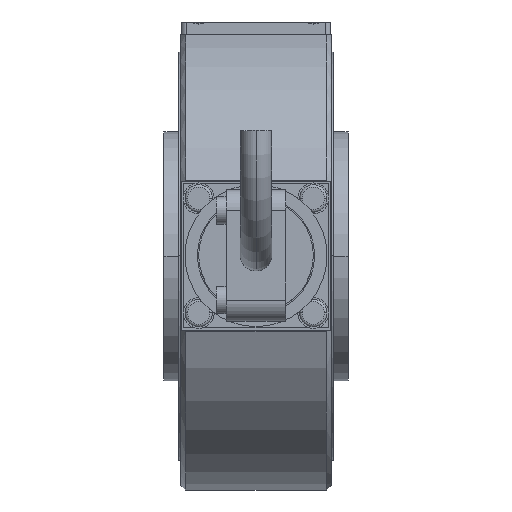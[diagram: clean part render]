
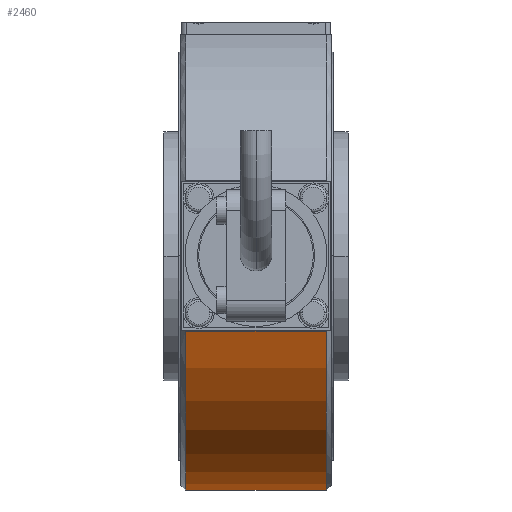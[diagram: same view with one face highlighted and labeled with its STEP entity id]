
A CAD part, top view. The second image highlights one B-rep face of the part: STEP entity #2460.
In plain terms, the highlighted cylindrical face has radius 47 mm (diameter 94 mm), a partial arc.
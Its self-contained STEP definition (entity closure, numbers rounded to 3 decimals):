
#1944=CARTESIAN_POINT('',(-14.15,-15.124,-44.5));
#1945=VERTEX_POINT('',#1944);
#2013=CARTESIAN_POINT('',(14.15,-15.124,-44.5));
#2014=VERTEX_POINT('',#2013);
#2028=CARTESIAN_POINT('',(-14.15,-15.124,-44.5));
#2029=DIRECTION('',(1.0,0.0,0.0));
#2030=VECTOR('',#2029,28.3);
#2031=LINE('',#2028,#2030);
#2032=EDGE_CURVE('',#1945,#2014,#2031,.T.);
#2428=CARTESIAN_POINT('',(0.,0.0,0.0));
#2429=DIRECTION('',(1.0,0.0,0.0));
#2430=DIRECTION('',(0.0,1.0,0.0));
#2431=AXIS2_PLACEMENT_3D('',#2428,#2429,#2430);
#2432=CYLINDRICAL_SURFACE('',#2431,47.);
#2433=ORIENTED_EDGE('',*,*,#2032,.T.);
#2434=CARTESIAN_POINT('',(14.15,44.5,15.124));
#2435=VERTEX_POINT('',#2434);
#2436=CARTESIAN_POINT('',(14.15,0.0,0.0));
#2437=DIRECTION('',(1.0,0.0,0.0));
#2438=DIRECTION('',(0.0,1.0,0.0));
#2439=AXIS2_PLACEMENT_3D('',#2436,#2437,#2438);
#2440=CIRCLE('',#2439,47.);
#2441=EDGE_CURVE('',#2435,#2014,#2440,.T.);
#2442=ORIENTED_EDGE('',*,*,#2441,.F.);
#2443=CARTESIAN_POINT('',(-14.15,44.5,15.124));
#2444=VERTEX_POINT('',#2443);
#2445=CARTESIAN_POINT('',(14.15,44.5,15.124));
#2446=DIRECTION('',(-1.0,0.0,0.0));
#2447=VECTOR('',#2446,28.3);
#2448=LINE('',#2445,#2447);
#2449=EDGE_CURVE('',#2435,#2444,#2448,.T.);
#2450=ORIENTED_EDGE('',*,*,#2449,.T.);
#2451=CARTESIAN_POINT('',(-14.15,0.0,0.0));
#2452=DIRECTION('',(1.0,0.0,0.0));
#2453=DIRECTION('',(0.0,1.0,0.0));
#2454=AXIS2_PLACEMENT_3D('',#2451,#2452,#2453);
#2455=CIRCLE('',#2454,47.);
#2456=EDGE_CURVE('',#2444,#1945,#2455,.T.);
#2457=ORIENTED_EDGE('',*,*,#2456,.T.);
#2458=EDGE_LOOP('',(#2433,#2442,#2450,#2457));
#2459=FACE_OUTER_BOUND('',#2458,.T.);
#2460=ADVANCED_FACE('',(#2459),#2432,.T.);
